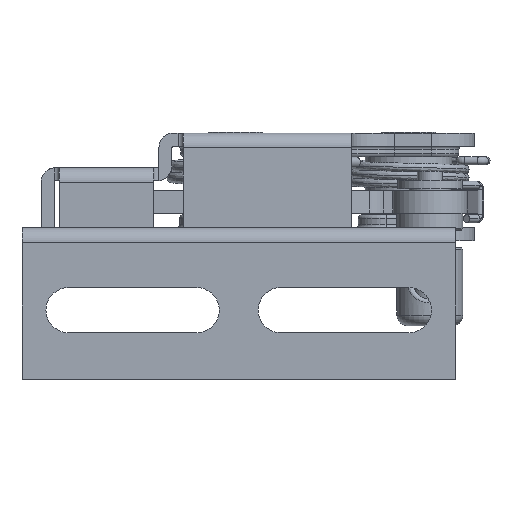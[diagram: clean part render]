
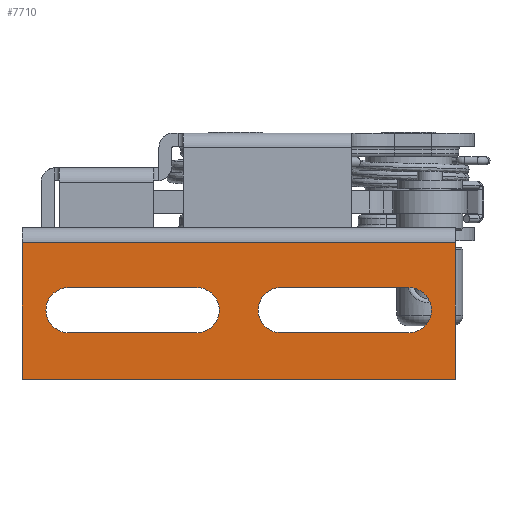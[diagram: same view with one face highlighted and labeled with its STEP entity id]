
A CAD part, front view. The second image highlights one B-rep face of the part: STEP entity #7710.
In plain terms, the highlighted planar face has unit normal (0, -1, 0).
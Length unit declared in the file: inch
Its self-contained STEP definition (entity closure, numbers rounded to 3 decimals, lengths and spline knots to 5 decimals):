
#189=FACE_BOUND('',#972,.T.);
#190=FACE_BOUND('',#973,.T.);
#273=PLANE('',#8319);
#513=FACE_OUTER_BOUND('',#971,.T.);
#971=EDGE_LOOP('',(#5402,#5403,#5404,#5405));
#972=EDGE_LOOP('',(#5406,#5407,#5408,#5409));
#973=EDGE_LOOP('',(#5410,#5411,#5412,#5413));
#1485=CIRCLE('',#8320,0.13);
#1486=CIRCLE('',#8321,0.13);
#1487=CIRCLE('',#8322,0.13);
#1488=CIRCLE('',#8323,0.13);
#2018=LINE('',#14405,#2569);
#2019=LINE('',#14409,#2570);
#2028=LINE('',#14436,#2579);
#2031=LINE('',#14441,#2582);
#2032=LINE('',#14442,#2583);
#2033=LINE('',#14446,#2584);
#2034=LINE('',#14450,#2585);
#2035=LINE('',#14454,#2586);
#2569=VECTOR('',#9679,2.5);
#2570=VECTOR('',#9684,0.79);
#2579=VECTOR('',#9705,0.74);
#2582=VECTOR('',#9710,0.79);
#2583=VECTOR('',#9711,2.5);
#2584=VECTOR('',#9714,0.74);
#2585=VECTOR('',#9717,0.74);
#2586=VECTOR('',#9720,0.74);
#3176=VERTEX_POINT('',#14402);
#3177=VERTEX_POINT('',#14404);
#3178=VERTEX_POINT('',#14408);
#3189=VERTEX_POINT('',#14434);
#3190=VERTEX_POINT('',#14435);
#3191=VERTEX_POINT('',#14440);
#3192=VERTEX_POINT('',#14443);
#3193=VERTEX_POINT('',#14445);
#3194=VERTEX_POINT('',#14448);
#3195=VERTEX_POINT('',#14449);
#3196=VERTEX_POINT('',#14451);
#3197=VERTEX_POINT('',#14453);
#3996=EDGE_CURVE('',#3176,#3177,#2018,.T.);
#3998=EDGE_CURVE('',#3177,#3178,#2019,.T.);
#4011=EDGE_CURVE('',#3189,#3190,#2028,.T.);
#4014=EDGE_CURVE('',#3191,#3176,#2031,.T.);
#4015=EDGE_CURVE('',#3191,#3178,#2032,.T.);
#4016=EDGE_CURVE('',#3192,#3189,#1485,.T.);
#4017=EDGE_CURVE('',#3193,#3192,#2033,.T.);
#4018=EDGE_CURVE('',#3190,#3193,#1486,.T.);
#4019=EDGE_CURVE('',#3194,#3195,#2034,.T.);
#4020=EDGE_CURVE('',#3196,#3194,#1487,.T.);
#4021=EDGE_CURVE('',#3197,#3196,#2035,.T.);
#4022=EDGE_CURVE('',#3195,#3197,#1488,.T.);
#5402=ORIENTED_EDGE('',*,*,#3996,.F.);
#5403=ORIENTED_EDGE('',*,*,#4014,.F.);
#5404=ORIENTED_EDGE('',*,*,#4015,.T.);
#5405=ORIENTED_EDGE('',*,*,#3998,.F.);
#5406=ORIENTED_EDGE('',*,*,#4011,.F.);
#5407=ORIENTED_EDGE('',*,*,#4016,.F.);
#5408=ORIENTED_EDGE('',*,*,#4017,.F.);
#5409=ORIENTED_EDGE('',*,*,#4018,.F.);
#5410=ORIENTED_EDGE('',*,*,#4019,.F.);
#5411=ORIENTED_EDGE('',*,*,#4020,.F.);
#5412=ORIENTED_EDGE('',*,*,#4021,.F.);
#5413=ORIENTED_EDGE('',*,*,#4022,.F.);
#7710=ADVANCED_FACE('',(#513,#189,#190),#273,.T.);
#8319=AXIS2_PLACEMENT_3D('',#14439,#9708,#9709);
#8320=AXIS2_PLACEMENT_3D('',#14444,#9712,#9713);
#8321=AXIS2_PLACEMENT_3D('',#14447,#9715,#9716);
#8322=AXIS2_PLACEMENT_3D('',#14452,#9718,#9719);
#8323=AXIS2_PLACEMENT_3D('',#14455,#9721,#9722);
#9679=DIRECTION('',(1.,0.,0.));
#9684=DIRECTION('',(0.,0.,-1.));
#9705=DIRECTION('',(-1.,0.,0.));
#9708=DIRECTION('center_axis',(0.,-1.,0.));
#9709=DIRECTION('ref_axis',(0.,0.,-1.));
#9710=DIRECTION('',(0.,0.,1.));
#9711=DIRECTION('',(1.,0.,0.));
#9712=DIRECTION('center_axis',(0.,-1.,0.));
#9713=DIRECTION('ref_axis',(0.,0.,-1.));
#9714=DIRECTION('',(1.,0.,0.));
#9715=DIRECTION('center_axis',(0.,-1.,0.));
#9716=DIRECTION('ref_axis',(0.,0.,1.));
#9717=DIRECTION('',(-1.,0.,0.));
#9718=DIRECTION('center_axis',(0.,-1.,0.));
#9719=DIRECTION('ref_axis',(0.,0.,-1.));
#9720=DIRECTION('',(1.,0.,0.));
#9721=DIRECTION('center_axis',(0.,-1.,0.));
#9722=DIRECTION('ref_axis',(0.,0.,1.));
#14402=CARTESIAN_POINT('',(-2.23,-0.508,-0.632));
#14404=CARTESIAN_POINT('',(0.27,-0.508,-0.632));
#14405=CARTESIAN_POINT('',(-2.23,-0.508,-0.632));
#14408=CARTESIAN_POINT('',(0.27,-0.508,-1.422));
#14409=CARTESIAN_POINT('',(0.27,-0.508,-0.632));
#14434=CARTESIAN_POINT('',(0.002,-0.508,-0.892));
#14435=CARTESIAN_POINT('',(-0.738,-0.508,-0.892));
#14436=CARTESIAN_POINT('',(0.002,-0.508,-0.892));
#14439=CARTESIAN_POINT('Origin',(0.,-0.508,-0.547));
#14440=CARTESIAN_POINT('',(-2.23,-0.508,-1.422));
#14441=CARTESIAN_POINT('',(-2.23,-0.508,-1.422));
#14442=CARTESIAN_POINT('',(-2.23,-0.508,-1.422));
#14443=CARTESIAN_POINT('',(0.002,-0.508,-1.152));
#14444=CARTESIAN_POINT('Origin',(0.002,-0.508,-1.022));
#14445=CARTESIAN_POINT('',(-0.738,-0.508,-1.152));
#14446=CARTESIAN_POINT('',(-0.738,-0.508,-1.152));
#14447=CARTESIAN_POINT('Origin',(-0.738,-0.508,-1.022));
#14448=CARTESIAN_POINT('',(-1.222,-0.508,-0.892));
#14449=CARTESIAN_POINT('',(-1.962,-0.508,-0.892));
#14450=CARTESIAN_POINT('',(-1.222,-0.508,-0.892));
#14451=CARTESIAN_POINT('',(-1.222,-0.508,-1.152));
#14452=CARTESIAN_POINT('Origin',(-1.222,-0.508,-1.022));
#14453=CARTESIAN_POINT('',(-1.962,-0.508,-1.152));
#14454=CARTESIAN_POINT('',(-1.962,-0.508,-1.152));
#14455=CARTESIAN_POINT('Origin',(-1.962,-0.508,-1.022));
